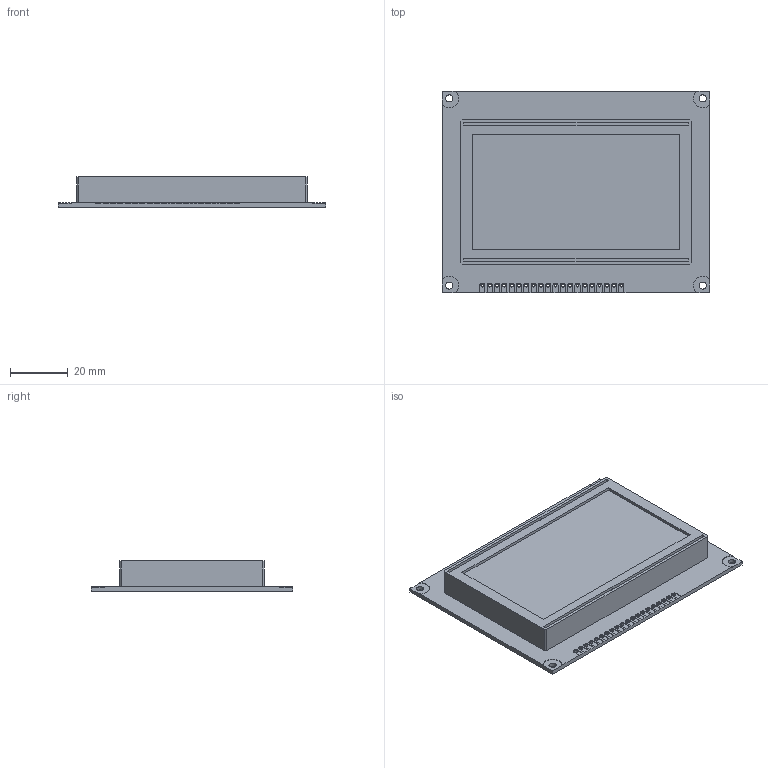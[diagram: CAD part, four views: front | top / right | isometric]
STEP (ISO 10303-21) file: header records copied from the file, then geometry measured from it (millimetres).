
FILE_DESCRIPTION (( 'STEP AP214' ), '1' );
FILE_NAME ('User Library-WG12864A.STEP', '2010-10-18T06:24:56', ( 'SysAdmin' ), ( 'SolidWorks' ), 'SwSTEP 2.0', 'SolidWorks 2010', '' );
FILE_SCHEMA (( 'AUTOMOTIVE_DESIGN' ));
Length unit declared in the file: millimetre
Products named in the file (1): User Library-WG12864A
Bounding box: 93 x 70 x 10.6 mm (x, y, z)
Volume: 43423.8 mm3; surface area: 16502.5 mm2
Topology: 1 solids, 1 shells, 176 faces, 510 edges, 340 vertices
Faces by surface type: plane 98, cylinder 78
Entity records: 6378 total; most frequent: CARTESIAN_POINT 1027, ORIENTED_EDGE 1020, DIRECTION 1020, EDGE_CURVE 510, LINE 354, VECTOR 354, VERTEX_POINT 340, AXIS2_PLACEMENT_3D 333
